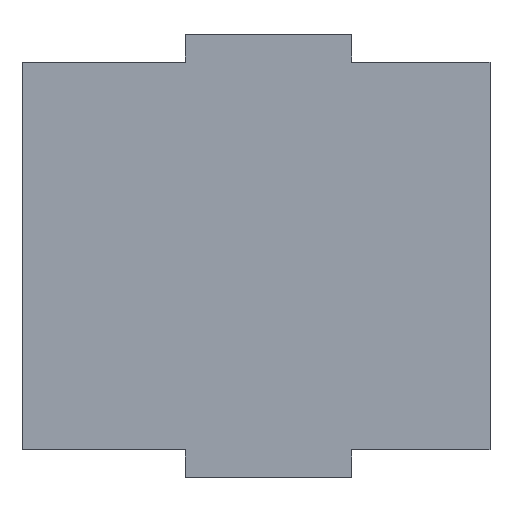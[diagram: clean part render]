
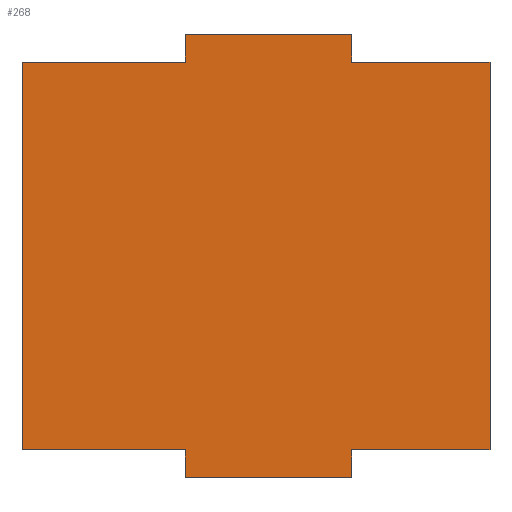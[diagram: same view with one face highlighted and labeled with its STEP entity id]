
A CAD part, top view. The second image highlights one B-rep face of the part: STEP entity #268.
In plain terms, the highlighted planar face has unit normal (0, 0, 1).
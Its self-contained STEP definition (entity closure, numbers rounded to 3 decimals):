
#22=FACE_OUTER_BOUND('',#36,.T.);
#36=EDGE_LOOP('',(#203,#204,#205,#206,#207,#208,#209,#210,#211,#212,#213,
#214));
#43=LINE('',#373,#79);
#47=LINE('',#382,#83);
#51=LINE('',#389,#87);
#55=LINE('',#396,#91);
#56=LINE('',#399,#92);
#60=LINE('',#407,#96);
#62=LINE('',#411,#98);
#65=LINE('',#417,#101);
#66=LINE('',#419,#102);
#67=LINE('',#421,#103);
#68=LINE('',#423,#104);
#69=LINE('',#424,#105);
#79=VECTOR('',#307,10.);
#83=VECTOR('',#313,10.);
#87=VECTOR('',#319,10.);
#91=VECTOR('',#325,10.);
#92=VECTOR('',#328,10.);
#96=VECTOR('',#334,10.);
#98=VECTOR('',#338,10.);
#101=VECTOR('',#343,10.);
#102=VECTOR('',#344,10.);
#103=VECTOR('',#345,10.);
#104=VECTOR('',#346,10.);
#105=VECTOR('',#347,10.);
#115=VERTEX_POINT('',#371);
#116=VERTEX_POINT('',#372);
#119=VERTEX_POINT('',#380);
#120=VERTEX_POINT('',#381);
#124=VERTEX_POINT('',#394);
#125=VERTEX_POINT('',#398);
#128=VERTEX_POINT('',#406);
#129=VERTEX_POINT('',#410);
#131=VERTEX_POINT('',#416);
#132=VERTEX_POINT('',#418);
#133=VERTEX_POINT('',#420);
#134=VERTEX_POINT('',#422);
#139=EDGE_CURVE('',#115,#116,#43,.T.);
#143=EDGE_CURVE('',#119,#120,#47,.T.);
#147=EDGE_CURVE('',#116,#119,#51,.T.);
#151=EDGE_CURVE('',#115,#124,#55,.T.);
#152=EDGE_CURVE('',#125,#120,#56,.T.);
#156=EDGE_CURVE('',#128,#125,#60,.T.);
#158=EDGE_CURVE('',#129,#128,#62,.T.);
#161=EDGE_CURVE('',#131,#124,#65,.T.);
#162=EDGE_CURVE('',#132,#131,#66,.T.);
#163=EDGE_CURVE('',#132,#133,#67,.T.);
#164=EDGE_CURVE('',#133,#134,#68,.T.);
#165=EDGE_CURVE('',#134,#129,#69,.T.);
#203=ORIENTED_EDGE('',*,*,#156,.T.);
#204=ORIENTED_EDGE('',*,*,#152,.T.);
#205=ORIENTED_EDGE('',*,*,#143,.F.);
#206=ORIENTED_EDGE('',*,*,#147,.F.);
#207=ORIENTED_EDGE('',*,*,#139,.F.);
#208=ORIENTED_EDGE('',*,*,#151,.T.);
#209=ORIENTED_EDGE('',*,*,#161,.F.);
#210=ORIENTED_EDGE('',*,*,#162,.F.);
#211=ORIENTED_EDGE('',*,*,#163,.T.);
#212=ORIENTED_EDGE('',*,*,#164,.T.);
#213=ORIENTED_EDGE('',*,*,#165,.T.);
#214=ORIENTED_EDGE('',*,*,#158,.T.);
#254=PLANE('',#296);
#268=ADVANCED_FACE('',(#22),#254,.T.);
#296=AXIS2_PLACEMENT_3D('',#415,#341,#342);
#307=DIRECTION('',(0.,-1.,0.));
#313=DIRECTION('',(0.,1.,0.));
#319=DIRECTION('',(-1.,0.,0.));
#325=DIRECTION('',(1.,0.,0.));
#328=DIRECTION('',(1.,0.,0.));
#334=DIRECTION('',(0.,-1.,0.));
#338=DIRECTION('',(-1.,0.,0.));
#341=DIRECTION('center_axis',(0.,0.,1.));
#342=DIRECTION('ref_axis',(1.,0.,0.));
#343=DIRECTION('',(0.,-1.,0.));
#344=DIRECTION('',(1.,0.,0.));
#345=DIRECTION('',(0.,1.,0.));
#346=DIRECTION('',(-1.,0.,0.));
#347=DIRECTION('',(0.,-1.,0.));
#371=CARTESIAN_POINT('',(55.,-20.,5.));
#372=CARTESIAN_POINT('',(55.,-25.,5.));
#373=CARTESIAN_POINT('',(55.,-20.,5.));
#380=CARTESIAN_POINT('',(25.,-25.,5.));
#381=CARTESIAN_POINT('',(25.,-20.,5.));
#382=CARTESIAN_POINT('',(25.,-25.,5.));
#389=CARTESIAN_POINT('',(55.,-25.,5.));
#394=CARTESIAN_POINT('',(80.,-20.,5.));
#396=CARTESIAN_POINT('',(70.,-20.,5.));
#398=CARTESIAN_POINT('',(-4.5,-20.,5.));
#399=CARTESIAN_POINT('',(70.,-20.,5.));
#406=CARTESIAN_POINT('',(-4.5,50.,5.));
#407=CARTESIAN_POINT('',(-4.5,37.5,5.));
#410=CARTESIAN_POINT('',(25.,50.,5.));
#411=CARTESIAN_POINT('',(70.,50.,5.));
#415=CARTESIAN_POINT('Origin',(35.,25.,5.));
#416=CARTESIAN_POINT('',(80.,50.,5.));
#417=CARTESIAN_POINT('',(80.,0.,5.));
#418=CARTESIAN_POINT('',(55.,50.,5.));
#419=CARTESIAN_POINT('',(70.,50.,5.));
#420=CARTESIAN_POINT('',(55.,55.,5.));
#421=CARTESIAN_POINT('',(55.,50.,5.));
#422=CARTESIAN_POINT('',(25.,55.,5.));
#423=CARTESIAN_POINT('',(55.,55.,5.));
#424=CARTESIAN_POINT('',(25.,55.,5.));
